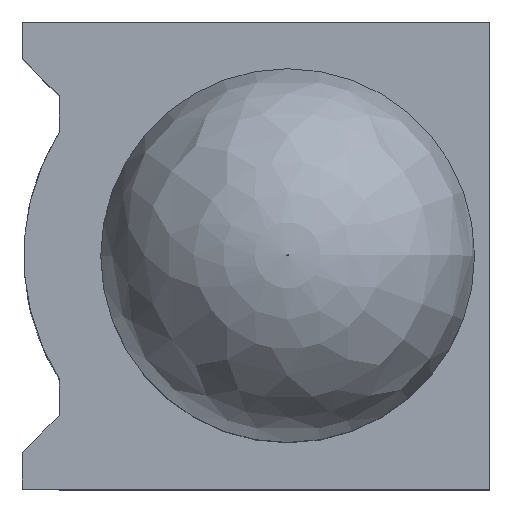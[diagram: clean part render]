
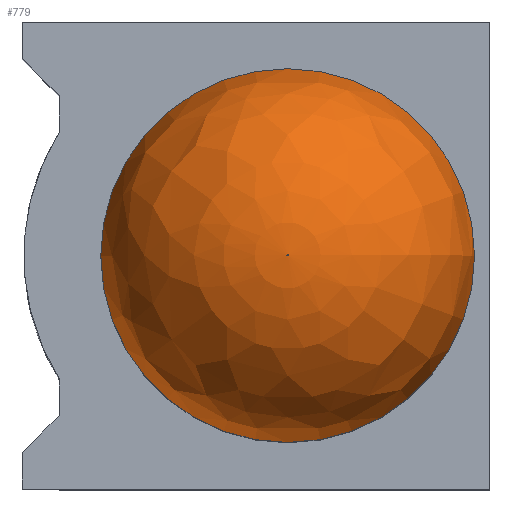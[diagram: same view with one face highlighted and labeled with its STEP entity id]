
A CAD part, top view. The second image highlights one B-rep face of the part: STEP entity #779.
In plain terms, the highlighted face is a revolution surface.
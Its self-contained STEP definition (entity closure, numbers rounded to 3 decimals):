
#13=DIRECTION('',(0.,0.,1.));
#35=DIRECTION('',(1.,0.,0.));
#66=DIRECTION('',(0.,-1.,0.));
#686=VERTEX_POINT('',#687);
#687=CARTESIAN_POINT('',(4.24,-1.27,8.9));
#692=EDGE_CURVE('',#686,#686,#693,.T.);
#693=CIRCLE('',#694,2.54);
#694=AXIS2_PLACEMENT_3D('',#695,#13,#35);
#695=CARTESIAN_POINT('',(1.7,-1.27,8.9));
#779=ADVANCED_FACE('',(#780),#796,.T.);
#780=FACE_BOUND('',#781,.T.);
#781=EDGE_LOOP('',(#782,#783,#790,#795));
#782=ORIENTED_EDGE('',*,*,#692,.T.);
#783=ORIENTED_EDGE('',*,*,#784,.T.);
#784=EDGE_CURVE('',#686,#785,#787,.T.);
#785=VERTEX_POINT('',#786);
#786=CARTESIAN_POINT('',(1.71,-1.27,11.43));
#787=CIRCLE('',#788,2.53);
#788=AXIS2_PLACEMENT_3D('',#789,#66,#35);
#789=CARTESIAN_POINT('',(1.71,-1.27,8.9));
#790=ORIENTED_EDGE('',*,*,#791,.F.);
#791=EDGE_CURVE('',#785,#785,#792,.T.);
#792=CIRCLE('',#793,0.01);
#793=AXIS2_PLACEMENT_3D('',#794,#13,#35);
#794=CARTESIAN_POINT('',(1.7,-1.27,11.43));
#795=ORIENTED_EDGE('',*,*,#784,.F.);
#796=SURFACE_OF_REVOLUTION('',#797,#808);
#797=B_SPLINE_CURVE_WITH_KNOTS('',6,(#687,#798,#799,#800,#801,    #802,#803,#804,#805,#806,#807,#786),.UNSPECIFIED.,.F.,.F.,(7,    5,7),(0.,0.785,1.571),.UNSPECIFIED.);
#798=CARTESIAN_POINT('',(4.24,-1.27,9.231));
#799=CARTESIAN_POINT('',(4.188,-1.27,9.562));
#800=CARTESIAN_POINT('',(4.084,-1.27,9.883));
#801=CARTESIAN_POINT('',(3.931,-1.27,10.184));
#802=CARTESIAN_POINT('',(3.733,-1.27,10.455));
#803=CARTESIAN_POINT('',(3.265,-1.27,10.923));
#804=CARTESIAN_POINT('',(2.994,-1.27,11.121));
#805=CARTESIAN_POINT('',(2.693,-1.27,11.274));
#806=CARTESIAN_POINT('',(2.372,-1.27,11.378));
#807=CARTESIAN_POINT('',(2.041,-1.27,11.43));
#808=AXIS1_PLACEMENT('',#695,#13);
